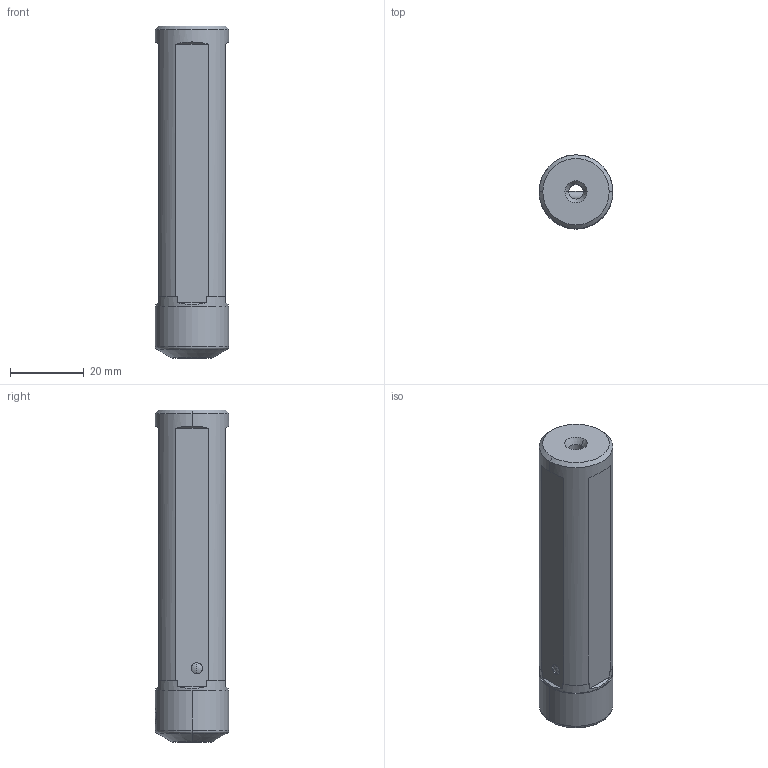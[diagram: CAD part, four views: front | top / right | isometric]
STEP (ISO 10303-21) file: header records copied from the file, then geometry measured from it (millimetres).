
FILE_DESCRIPTION(/* description */ (''),/* implementation_level */ '2;1');
FILE_NAME(/* name */ 'CXS-A20-05_3D2C.stp',/* time_stamp */ '2021-11-12T13:08:34+01:00',/* author */ (''),/* organization */ (''),/* preprocessor_version */ 'ST-DEVELOPER v16.7',/* originating_system */ 'SIEMENS PLM Software NX 12.0',/* authorisation */ '');
FILE_SCHEMA (('AUTOMOTIVE_DESIGN { 1 0 10303 214 3 1 1 1 }'));
Length unit declared in the file: millimetre
Products named in the file (1): CXS-A20-05_3D2C
Bounding box: 20 x 20 x 90 mm (x, y, z)
Volume: 24589.4 mm3; surface area: 7597.5 mm2
Topology: 1 solids, 1 shells, 100 faces, 258 edges, 164 vertices
Faces by surface type: cylinder 49, plane 25, cone 18, torus 4, sphere 4
Entity records: 3388 total; most frequent: CARTESIAN_POINT 885, DIRECTION 548, ORIENTED_EDGE 508, EDGE_CURVE 254, AXIS2_PLACEMENT_3D 224, VERTEX_POINT 164, CIRCLE 120, EDGE_LOOP 110
